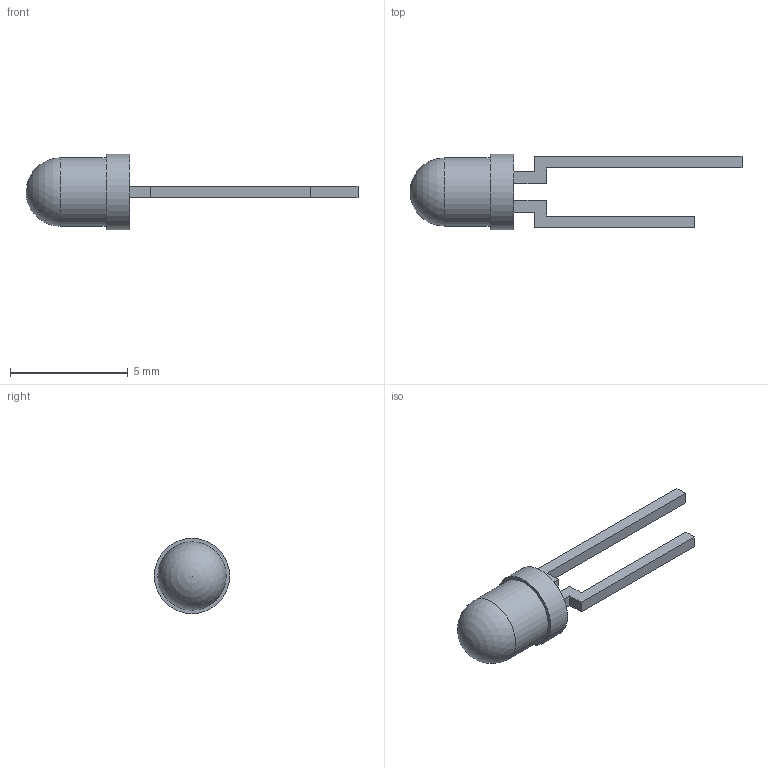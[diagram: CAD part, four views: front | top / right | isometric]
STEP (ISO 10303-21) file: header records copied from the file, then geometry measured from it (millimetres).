
FILE_DESCRIPTION(('HOOPS Exchange Step'),'2;1');
FILE_NAME('temp_export.step','2020-05-08T15:44:31-07:00',('mobile'),('Shapr3D Limited'),'HOOPS Exchange 2018.1','Shapr3D','Authorized');
FILE_SCHEMA( ('AP203_CONFIGURATION_CONTROLLED_3D_DESIGN_OF_MECHANICAL_PARTS_AND_ASSEMBLIES_MIM_LF') );
Length unit declared in the file: millimetre
Products named in the file (1): IR
Bounding box: 14.1 x 3.2 x 3.2 mm (x, y, z)
Volume: 32 mm3; surface area: 88 mm2
Topology: 1 solids, 1 shells, 23 faces, 60 edges, 41 vertices
Faces by surface type: plane 20, cylinder 2, sphere 1
Full cylindrical faces by diameter (mm): 2.9 x1, 3.2 x1
Entity records: 737 total; most frequent: CARTESIAN_POINT 124, ORIENTED_EDGE 118, DIRECTION 116, EDGE_CURVE 59, VECTOR 50, LINE 50, VERTEX_POINT 41, AXIS2_PLACEMENT_3D 33
